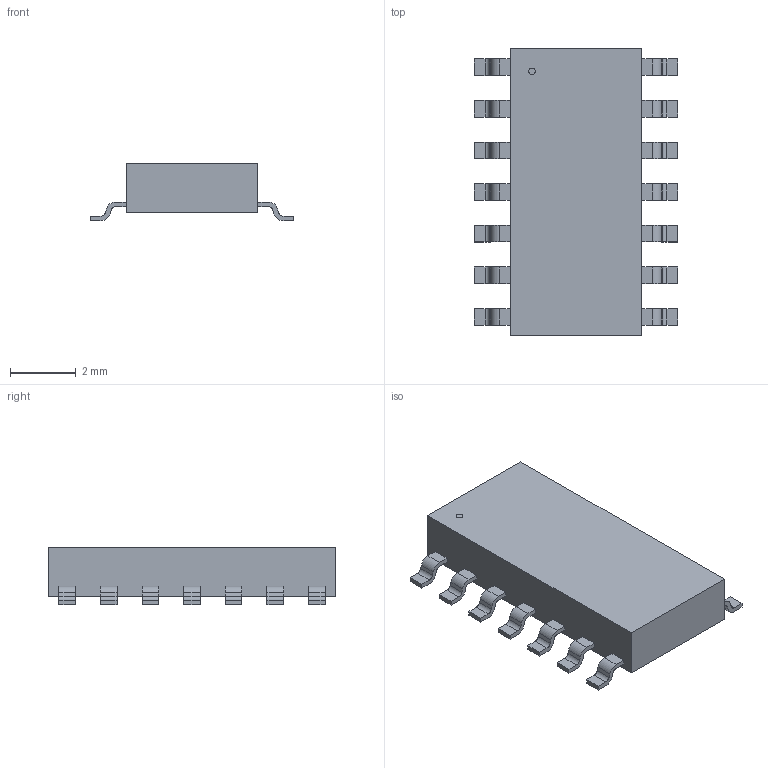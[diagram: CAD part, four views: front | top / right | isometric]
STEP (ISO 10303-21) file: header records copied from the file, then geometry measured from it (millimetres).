
FILE_DESCRIPTION(('STEP AP214'),'1');
FILE_NAME('R_14_ADI','2024-10-03T06:37:54',(''),(''),'','','');
FILE_SCHEMA(('AUTOMOTIVE_DESIGN'));
Length unit declared in the file: millimetre
Products named in the file (1): product
Bounding box: 6.2 x 8.76 x 1.75 mm (x, y, z)
Volume: 54.1 mm3; surface area: 134.9 mm2
Topology: 16 solids, 16 shells, 205 faces, 519 edges, 346 vertices
Faces by surface type: plane 148, cylinder 57
Full cylindrical faces by diameter (mm): 0.201 x1
Entity records: 6029 total; most frequent: DIRECTION 1046, ORIENTED_EDGE 1036, CARTESIAN_POINT 611, EDGE_CURVE 518, LINE 404, VECTOR 404, VERTEX_POINT 346, AXIS2_PLACEMENT_3D 321
